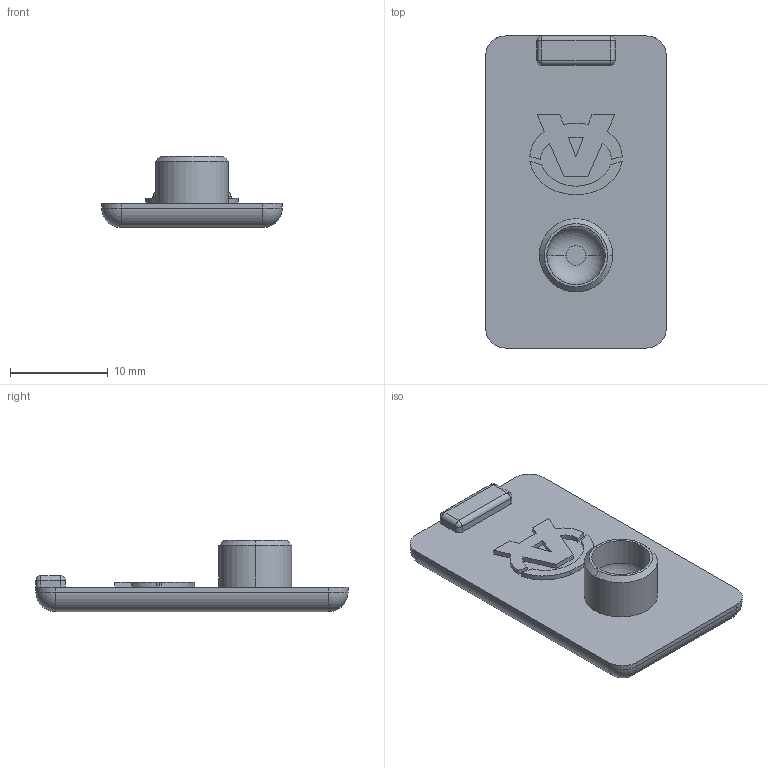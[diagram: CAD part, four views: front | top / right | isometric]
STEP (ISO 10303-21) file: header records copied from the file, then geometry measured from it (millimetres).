
FILE_DESCRIPTION (( 'STEP AP203' ), '1' );
FILE_NAME ('084.201.003-1.STEP', '2013-01-24T13:10:31', ( 'Alusic' ), ( 'Alusic' ), 'SwSTEP 2.0', 'SolidWorks 2011', '' );
FILE_SCHEMA (( 'CONFIG_CONTROL_DESIGN' ));
Length unit declared in the file: millimetre
Products named in the file (1): 084.201.003-1
Bounding box: 18.5 x 32 x 7.3 mm (x, y, z)
Volume: 1527.3 mm3; surface area: 1567.3 mm2
Topology: 1 solids, 1 shells, 74 faces, 181 edges, 106 vertices
Faces by surface type: bspline 24, cylinder 20, plane 18, sphere 8, torus 2, cone 2
Entity records: 2300 total; most frequent: CARTESIAN_POINT 666, ORIENTED_EDGE 346, DIRECTION 273, EDGE_CURVE 173, VERTEX_POINT 106, AXIS2_PLACEMENT_3D 97, EDGE_LOOP 79, LINE 79
